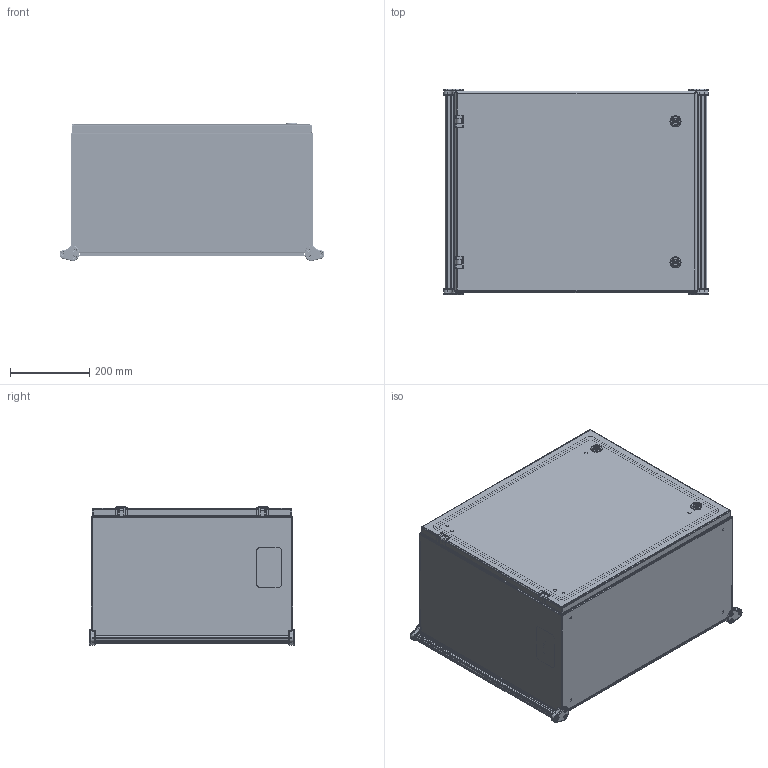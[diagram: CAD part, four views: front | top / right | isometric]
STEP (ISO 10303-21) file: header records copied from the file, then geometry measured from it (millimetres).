
FILE_DESCRIPTION (( 'STEP AP214' ), '1' );
FILE_NAME ('ACE202412LG.STEP', '2025-10-16T18:57:57', ( '' ), ( '' ), 'SwSTEP 2.0', 'SolidWorks 2024', '' );
FILE_SCHEMA (( 'AUTOMOTIVE_DESIGN' ));
Length unit declared in the file: inch
Products named in the file (1): ACE202412LG
Bounding box: 667.82 x 518.03 x 348.44 mm (x, y, z)
Volume: 4314705.3 mm3; surface area: 3741278.9 mm2
Topology: 105 solids, 106 shells, 2608 faces, 6673 edges, 4312 vertices
Faces by surface type: plane 1232, cylinder 871, cone 202, bspline 189, torus 98, sphere 16
Full cylindrical faces by diameter (mm): 3.967 x18, 4.039 x4, 4.064 x4, 4.699 x1, 4.826 x28, 4.976 x5, 5.004 x2, 5.2 x12, 5.74 x2, 5.893 x4, 5.944 x18, 5.994 x6, 6.096 x4, 6.35 x17, 6.502 x14, 6.985 x2, 8.382 x4, 9.525 x4, 9.779 x1, 10.319 x4, 10.5 x12, 11.176 x4, 13.335 x2, 15.875 x4, 19.939 x4, 27.94 x2, 50.8 x1
Entity records: 103534 total; most frequent: CARTESIAN_POINT 43379, ORIENTED_EDGE 12662, DIRECTION 11101, EDGE_CURVE 6331, VERTEX_POINT 4215, AXIS2_PLACEMENT_3D 3887, VECTOR 3327, LINE 3327
